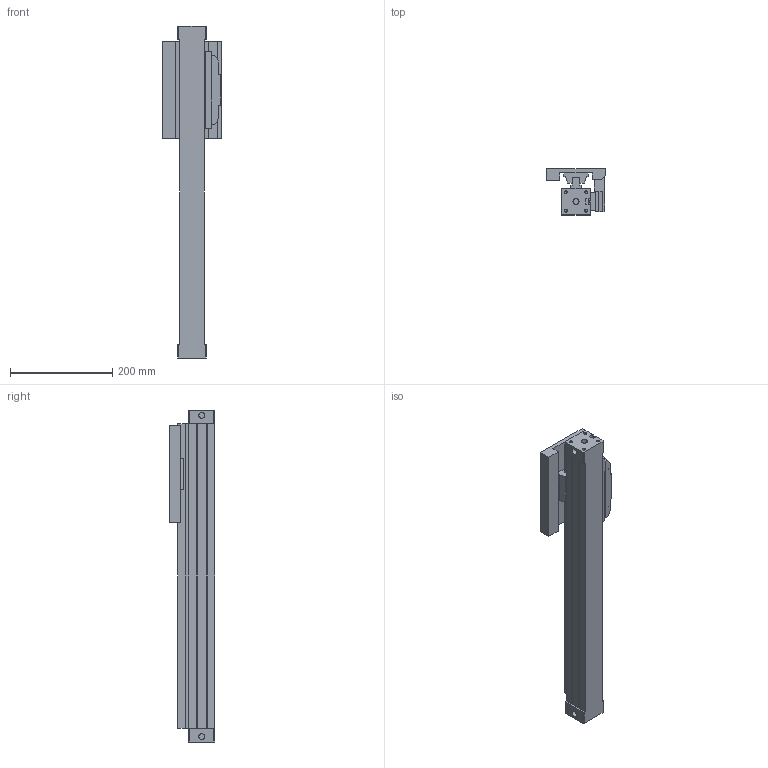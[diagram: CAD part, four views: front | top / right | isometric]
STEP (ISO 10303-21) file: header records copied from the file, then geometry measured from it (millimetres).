
FILE_DESCRIPTION( ( 'STEP AP203' ), '1' );
FILE_NAME( 'MCRPLK-32-0400(0).stp', '2021-02-01T18:33:22', ( 'License CC BY-ND 4.0' ), ( 'CADENAS' ), ' ', 'PARTsolutions', ' ' );
FILE_SCHEMA( ( 'CONFIG_CONTROL_DESIGN' ) );
Length unit declared in the file: millimetre
Products named in the file (3): MCRPLK-32-0400(0); _BODYMCRPLK32400; _RODMCRPLK32
Assembly tree (2 placements, depth 2):
  MCRPLK-32-0400(0)
    _BODYMCRPLK32400
    _RODMCRPLK32
Bounding box: 115 x 90 x 650 mm (x, y, z)
Volume: 2353582.3 mm3; surface area: 262834.2 mm2
Topology: 2 solids, 2 shells, 229 faces, 545 edges, 354 vertices
Faces by surface type: plane 179, cylinder 26, cone 20, torus 4
Full cylindrical faces by diameter (mm): 4.917 x8, 6.647 x6, 10 x4, 11 x4
Entity records: 6395 total; most frequent: CARTESIAN_POINT 1085, DIRECTION 1045, ORIENTED_EDGE 998, EDGE_CURVE 499, LINE 417, VECTOR 417, VERTEX_POINT 354, AXIS2_PLACEMENT_3D 314
